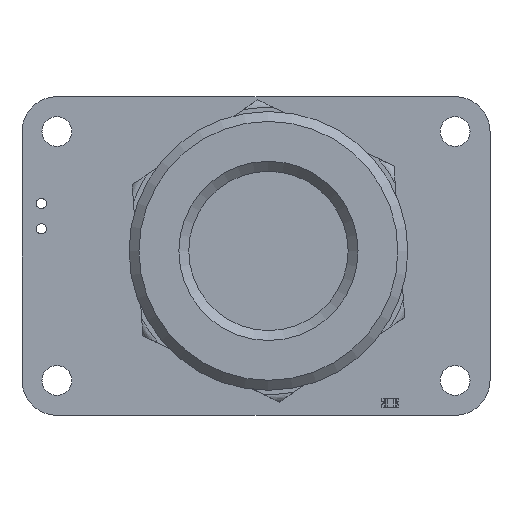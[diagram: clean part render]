
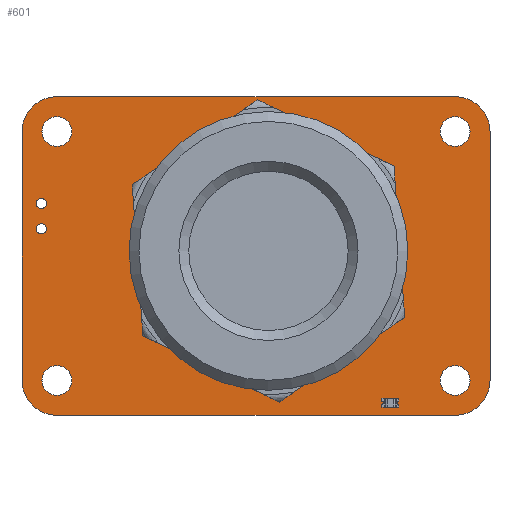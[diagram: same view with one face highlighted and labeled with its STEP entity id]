
A CAD part, top view. The second image highlights one B-rep face of the part: STEP entity #601.
In plain terms, the highlighted planar face has unit normal (0, 0, 1).
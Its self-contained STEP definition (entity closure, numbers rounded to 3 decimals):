
#84 = VERTEX_POINT('',#85);
#85 = CARTESIAN_POINT('',(0.,3.5,0.197));
#91 = EDGE_CURVE('',#84,#92,#94,.T.);
#92 = VERTEX_POINT('',#93);
#93 = CARTESIAN_POINT('',(0.,28.5,0.197));
#94 = LINE('',#95,#96);
#95 = CARTESIAN_POINT('',(0.,3.5,0.197));
#96 = VECTOR('',#97,1.);
#97 = DIRECTION('',(0.,1.,0.));
#122 = EDGE_CURVE('',#92,#123,#125,.T.);
#123 = VERTEX_POINT('',#124);
#124 = CARTESIAN_POINT('',(3.5,32.,0.197));
#125 = CIRCLE('',#126,3.5);
#126 = AXIS2_PLACEMENT_3D('',#127,#128,#129);
#127 = CARTESIAN_POINT('',(3.5,28.5,0.197));
#128 = DIRECTION('',(0.,0.,-1.));
#129 = DIRECTION('',(-1.,0.,-0.));
#155 = EDGE_CURVE('',#123,#156,#158,.T.);
#156 = VERTEX_POINT('',#157);
#157 = CARTESIAN_POINT('',(43.5,32.,0.197));
#158 = LINE('',#159,#160);
#159 = CARTESIAN_POINT('',(3.5,32.,0.197));
#160 = VECTOR('',#161,1.);
#161 = DIRECTION('',(1.,0.,0.));
#186 = EDGE_CURVE('',#156,#187,#189,.T.);
#187 = VERTEX_POINT('',#188);
#188 = CARTESIAN_POINT('',(47.,28.5,0.197));
#189 = CIRCLE('',#190,3.5);
#190 = AXIS2_PLACEMENT_3D('',#191,#192,#193);
#191 = CARTESIAN_POINT('',(43.5,28.5,0.197));
#192 = DIRECTION('',(0.,0.,-1.));
#193 = DIRECTION('',(0.,1.,0.));
#219 = EDGE_CURVE('',#187,#220,#222,.T.);
#220 = VERTEX_POINT('',#221);
#221 = CARTESIAN_POINT('',(47.,3.5,0.197));
#222 = LINE('',#223,#224);
#223 = CARTESIAN_POINT('',(47.,28.5,0.197));
#224 = VECTOR('',#225,1.);
#225 = DIRECTION('',(0.,-1.,0.));
#250 = EDGE_CURVE('',#220,#251,#253,.T.);
#251 = VERTEX_POINT('',#252);
#252 = CARTESIAN_POINT('',(43.5,0.,0.197));
#253 = CIRCLE('',#254,3.5);
#254 = AXIS2_PLACEMENT_3D('',#255,#256,#257);
#255 = CARTESIAN_POINT('',(43.5,3.5,0.197));
#256 = DIRECTION('',(0.,0.,-1.));
#257 = DIRECTION('',(1.,0.,0.));
#283 = EDGE_CURVE('',#251,#284,#286,.T.);
#284 = VERTEX_POINT('',#285);
#285 = CARTESIAN_POINT('',(3.5,0.,0.197));
#286 = LINE('',#287,#288);
#287 = CARTESIAN_POINT('',(43.5,0.,0.197));
#288 = VECTOR('',#289,1.);
#289 = DIRECTION('',(-1.,0.,0.));
#314 = EDGE_CURVE('',#284,#84,#315,.T.);
#315 = CIRCLE('',#316,3.5);
#316 = AXIS2_PLACEMENT_3D('',#317,#318,#319);
#317 = CARTESIAN_POINT('',(3.5,3.5,0.197));
#318 = DIRECTION('',(0.,0.,-1.));
#319 = DIRECTION('',(0.,-1.,0.));
#340 = VERTEX_POINT('',#341);
#341 = CARTESIAN_POINT('',(5.,3.5,0.197));
#347 = EDGE_CURVE('',#340,#340,#348,.T.);
#348 = CIRCLE('',#349,1.5);
#349 = AXIS2_PLACEMENT_3D('',#350,#351,#352);
#350 = CARTESIAN_POINT('',(3.5,3.5,0.197));
#351 = DIRECTION('',(0.,0.,1.));
#352 = DIRECTION('',(1.,0.,-0.));
#373 = VERTEX_POINT('',#374);
#374 = CARTESIAN_POINT('',(2.448,21.27,0.197));
#380 = EDGE_CURVE('',#373,#373,#381,.T.);
#381 = CIRCLE('',#382,0.508);
#382 = AXIS2_PLACEMENT_3D('',#383,#384,#385);
#383 = CARTESIAN_POINT('',(1.94,21.27,0.197));
#384 = DIRECTION('',(0.,0.,1.));
#385 = DIRECTION('',(1.,0.,-0.));
#406 = VERTEX_POINT('',#407);
#407 = CARTESIAN_POINT('',(2.448,18.73,0.197));
#413 = EDGE_CURVE('',#406,#406,#414,.T.);
#414 = CIRCLE('',#415,0.508);
#415 = AXIS2_PLACEMENT_3D('',#416,#417,#418);
#416 = CARTESIAN_POINT('',(1.94,18.73,0.197));
#417 = DIRECTION('',(0.,0.,1.));
#418 = DIRECTION('',(1.,0.,-0.));
#439 = VERTEX_POINT('',#440);
#440 = CARTESIAN_POINT('',(36.8,16.,0.197));
#446 = EDGE_CURVE('',#439,#439,#447,.T.);
#447 = CIRCLE('',#448,11.8);
#448 = AXIS2_PLACEMENT_3D('',#449,#450,#451);
#449 = CARTESIAN_POINT('',(25.,16.,0.197));
#450 = DIRECTION('',(0.,0.,1.));
#451 = DIRECTION('',(1.,0.,-0.));
#472 = VERTEX_POINT('',#473);
#473 = CARTESIAN_POINT('',(45.,3.5,0.197));
#479 = EDGE_CURVE('',#472,#472,#480,.T.);
#480 = CIRCLE('',#481,1.5);
#481 = AXIS2_PLACEMENT_3D('',#482,#483,#484);
#482 = CARTESIAN_POINT('',(43.5,3.5,0.197));
#483 = DIRECTION('',(0.,0.,1.));
#484 = DIRECTION('',(1.,0.,-0.));
#505 = VERTEX_POINT('',#506);
#506 = CARTESIAN_POINT('',(5.,28.5,0.197));
#512 = EDGE_CURVE('',#505,#505,#513,.T.);
#513 = CIRCLE('',#514,1.5);
#514 = AXIS2_PLACEMENT_3D('',#515,#516,#517);
#515 = CARTESIAN_POINT('',(3.5,28.5,0.197));
#516 = DIRECTION('',(0.,0.,1.));
#517 = DIRECTION('',(1.,0.,-0.));
#538 = VERTEX_POINT('',#539);
#539 = CARTESIAN_POINT('',(45.,28.5,0.197));
#545 = EDGE_CURVE('',#538,#538,#546,.T.);
#546 = CIRCLE('',#547,1.5);
#547 = AXIS2_PLACEMENT_3D('',#548,#549,#550);
#548 = CARTESIAN_POINT('',(43.5,28.5,0.197));
#549 = DIRECTION('',(0.,0.,1.));
#550 = DIRECTION('',(1.,0.,-0.));
#601 = ADVANCED_FACE('',(#602,#612,#615,#618,#621,#624,#627,#630),#633,
  .F.);
#602 = FACE_BOUND('',#603,.F.);
#603 = EDGE_LOOP('',(#604,#605,#606,#607,#608,#609,#610,#611));
#604 = ORIENTED_EDGE('',*,*,#91,.T.);
#605 = ORIENTED_EDGE('',*,*,#122,.T.);
#606 = ORIENTED_EDGE('',*,*,#155,.T.);
#607 = ORIENTED_EDGE('',*,*,#186,.T.);
#608 = ORIENTED_EDGE('',*,*,#219,.T.);
#609 = ORIENTED_EDGE('',*,*,#250,.T.);
#610 = ORIENTED_EDGE('',*,*,#283,.T.);
#611 = ORIENTED_EDGE('',*,*,#314,.T.);
#612 = FACE_BOUND('',#613,.F.);
#613 = EDGE_LOOP('',(#614));
#614 = ORIENTED_EDGE('',*,*,#347,.T.);
#615 = FACE_BOUND('',#616,.F.);
#616 = EDGE_LOOP('',(#617));
#617 = ORIENTED_EDGE('',*,*,#380,.T.);
#618 = FACE_BOUND('',#619,.F.);
#619 = EDGE_LOOP('',(#620));
#620 = ORIENTED_EDGE('',*,*,#413,.T.);
#621 = FACE_BOUND('',#622,.F.);
#622 = EDGE_LOOP('',(#623));
#623 = ORIENTED_EDGE('',*,*,#446,.T.);
#624 = FACE_BOUND('',#625,.F.);
#625 = EDGE_LOOP('',(#626));
#626 = ORIENTED_EDGE('',*,*,#479,.T.);
#627 = FACE_BOUND('',#628,.F.);
#628 = EDGE_LOOP('',(#629));
#629 = ORIENTED_EDGE('',*,*,#512,.T.);
#630 = FACE_BOUND('',#631,.F.);
#631 = EDGE_LOOP('',(#632));
#632 = ORIENTED_EDGE('',*,*,#545,.T.);
#633 = PLANE('',#634);
#634 = AXIS2_PLACEMENT_3D('',#635,#636,#637);
#635 = CARTESIAN_POINT('',(23.5,16.,0.197));
#636 = DIRECTION('',(-0.,-0.,-1.));
#637 = DIRECTION('',(-1.,0.,0.));
